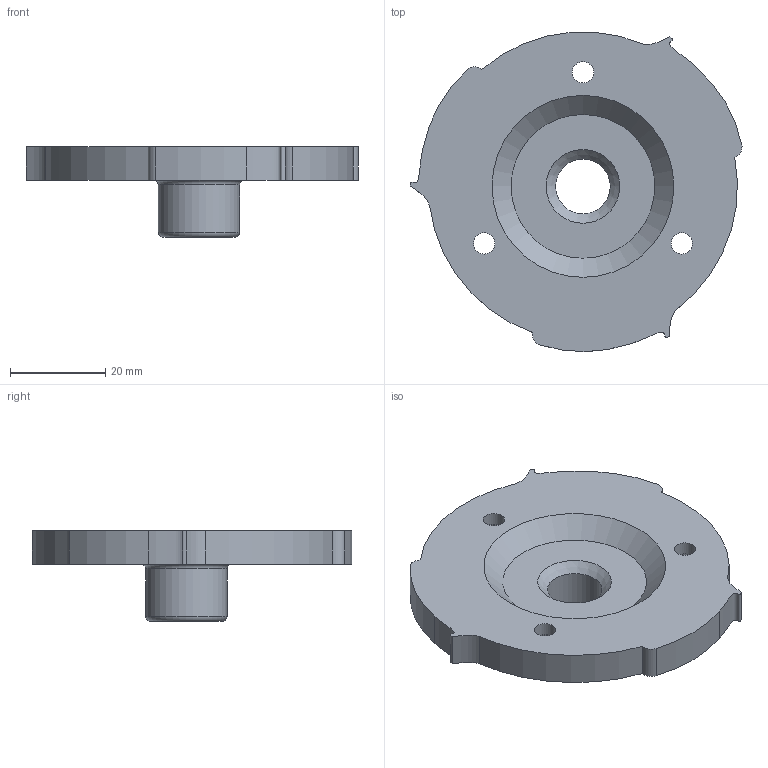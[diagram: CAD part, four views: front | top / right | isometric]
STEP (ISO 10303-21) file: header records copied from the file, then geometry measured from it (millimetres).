
FILE_DESCRIPTION(/* description */ ('STEP AP242','CAx-IF Rec.Pracs.---Representation and Presentation of Product Manufacturing Information (PMI)---4.0---2014-10-13','CAx-IF Rec.Pracs.---3D Tessellated Geometry---0.4---2014-09-14','2;1'),/* implementation_level */ '2;1');
FILE_NAME(/* name */ '65a0c747f8c48951a29cbc44',/* time_stamp */ '2024-01-12T04:59:51Z',/* author */ (''),/* organization */ (''),/* preprocessor_version */ 'ST-DEVELOPER v19.4',/* originating_system */ ' ',/* authorisation */ ' ');
FILE_SCHEMA (('AP242_MANAGED_MODEL_BASED_3D_ENGINEERING_MIM_LF { 1 0 10303 442 1 1 4 }'));
Length unit declared in the file: metre
Products named in the file (1): USB spool bottom cap
Bounding box: 69.82 x 67.17 x 19 mm (x, y, z)
Volume: 21289.2 mm3; surface area: 9998.9 mm2
Topology: 1 solids, 1 shells, 35 faces, 80 edges, 52 vertices
Faces by surface type: cylinder 17, plane 7, bspline 6, torus 3, cone 2
Full cylindrical faces by diameter (mm): 4.5 x3, 8 x3, 11.5 x1, 17.1 x1
Entity records: 1105 total; most frequent: CARTESIAN_POINT 305, DIRECTION 155, ORIENTED_EDGE 134, AXIS2_PLACEMENT_3D 70, EDGE_CURVE 67, EDGE_LOOP 61, FACE_BOUND 61, VERTEX_POINT 52
